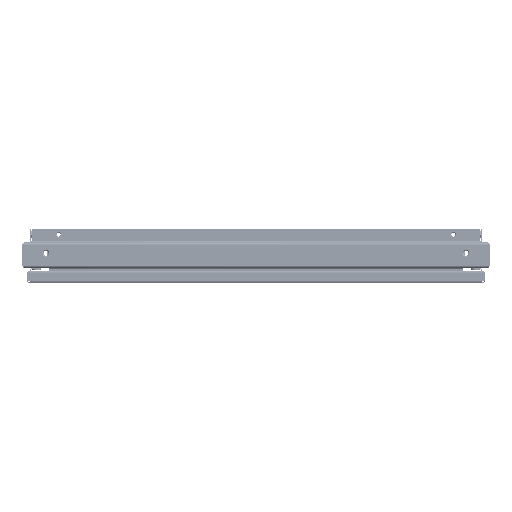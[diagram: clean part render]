
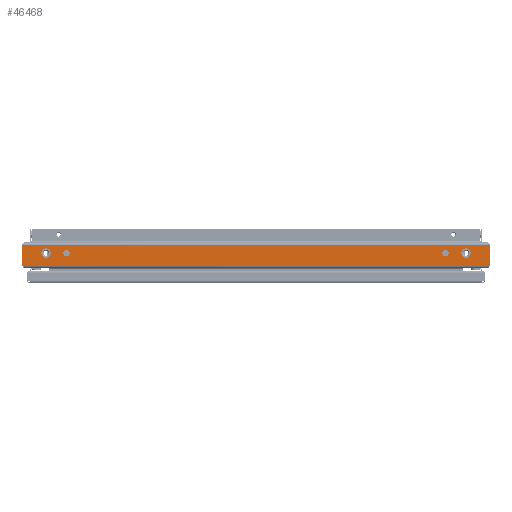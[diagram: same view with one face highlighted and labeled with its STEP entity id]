
A CAD part, front view. The second image highlights one B-rep face of the part: STEP entity #46468.
In plain terms, the highlighted face is planar.
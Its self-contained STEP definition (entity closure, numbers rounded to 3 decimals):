
#450 = VERTEX_POINT ( 'NONE', #36335 ) ;
#1360 = CARTESIAN_POINT ( 'NONE',  ( -324.5, -3.319, 0. ) ) ;
#2138 = DIRECTION ( 'NONE',  ( -1., 0., 0. ) ) ;
#2834 = AXIS2_PLACEMENT_3D ( 'NONE', #76441, #27950, #34807 ) ;
#3298 = DIRECTION ( 'NONE',  ( -1., 0., 0. ) ) ;
#3384 = CIRCLE ( 'NONE', #54523, 5.5 ) ;
#3561 = AXIS2_PLACEMENT_3D ( 'NONE', #23762, #16888, #44797 ) ;
#3868 = EDGE_CURVE ( 'NONE', #79814, #65212, #39189, .T. ) ;
#5895 = FACE_BOUND ( 'NONE', #38866, .T. ) ;
#6326 = CARTESIAN_POINT ( 'NONE',  ( 400., -22., 0. ) ) ;
#6637 = VECTOR ( 'NONE', #74964, 1000. ) ;
#6720 = DIRECTION ( 'NONE',  ( 1., 0., 0. ) ) ;
#6749 = CARTESIAN_POINT ( 'NONE',  ( -359.5, -3.319, 0. ) ) ;
#6849 = DIRECTION ( 'NONE',  ( 1., 0., 0. ) ) ;
#8899 = ORIENTED_EDGE ( 'NONE', *, *, #24938, .T. ) ;
#11942 = DIRECTION ( 'NONE',  ( 1., 0., 0. ) ) ;
#12267 = DIRECTION ( 'NONE',  ( 0., 0., -1. ) ) ;
#13134 = LINE ( 'NONE', #62544, #84264 ) ;
#13169 = DIRECTION ( 'NONE',  ( 1., 0., 0. ) ) ;
#14568 = FACE_BOUND ( 'NONE', #44002, .T. ) ;
#15099 = ORIENTED_EDGE ( 'NONE', *, *, #72438, .T. ) ;
#15287 = EDGE_CURVE ( 'NONE', #23967, #19979, #82422, .T. ) ;
#15439 = DIRECTION ( 'NONE',  ( 1., 0., 0. ) ) ;
#16354 = DIRECTION ( 'NONE',  ( 0., 0., 1. ) ) ;
#16608 = CARTESIAN_POINT ( 'NONE',  ( -400., -22., 0. ) ) ;
#16888 = DIRECTION ( 'NONE',  ( 0., 0., -1. ) ) ;
#18034 = EDGE_CURVE ( 'NONE', #25729, #450, #28708, .T. ) ;
#18139 = EDGE_CURVE ( 'NONE', #24851, #56583, #3384, .T. ) ;
#19595 = DIRECTION ( 'NONE',  ( -1., 0., 0. ) ) ;
#19618 = CARTESIAN_POINT ( 'NONE',  ( 400., 18., 0. ) ) ;
#19979 = VERTEX_POINT ( 'NONE', #80700 ) ;
#20551 = FACE_OUTER_BOUND ( 'NONE', #62185, .T. ) ;
#21106 = DIRECTION ( 'NONE',  ( 1., 0., 0. ) ) ;
#21280 = ORIENTED_EDGE ( 'NONE', *, *, #45914, .T. ) ;
#22495 = EDGE_CURVE ( 'NONE', #47368, #79814, #87465, .T. ) ;
#22762 = CARTESIAN_POINT ( 'NONE',  ( 400., 18., 0. ) ) ;
#22819 = AXIS2_PLACEMENT_3D ( 'NONE', #1360, #28797, #6849 ) ;
#22972 = AXIS2_PLACEMENT_3D ( 'NONE', #79422, #63456, #2138 ) ;
#23762 = CARTESIAN_POINT ( 'NONE',  ( 324.5, -3.319, 0. ) ) ;
#23967 = VERTEX_POINT ( 'NONE', #66312 ) ;
#24682 = AXIS2_PLACEMENT_3D ( 'NONE', #6749, #70329, #13169 ) ;
#24824 = DIRECTION ( 'NONE',  ( 0., -1., 0. ) ) ;
#24851 = VERTEX_POINT ( 'NONE', #45051 ) ;
#24938 = EDGE_CURVE ( 'NONE', #64903, #68925, #70012, .T. ) ;
#25116 = CARTESIAN_POINT ( 'NONE',  ( 359.5, -3.319, 0. ) ) ;
#25729 = VERTEX_POINT ( 'NONE', #68441 ) ;
#26955 = PLANE ( 'NONE',  #48187 ) ;
#27529 = ORIENTED_EDGE ( 'NONE', *, *, #65246, .T. ) ;
#27950 = DIRECTION ( 'NONE',  ( 0., 0., -1. ) ) ;
#27993 = VECTOR ( 'NONE', #40518, 1000. ) ;
#28708 = LINE ( 'NONE', #22762, #58919 ) ;
#28797 = DIRECTION ( 'NONE',  ( 0., 0., 1. ) ) ;
#29043 = ORIENTED_EDGE ( 'NONE', *, *, #15287, .T. ) ;
#29579 = CARTESIAN_POINT ( 'NONE',  ( -351.5, -3.319, 0. ) ) ;
#30114 = ORIENTED_EDGE ( 'NONE', *, *, #83392, .T. ) ;
#32646 = ORIENTED_EDGE ( 'NONE', *, *, #73762, .T. ) ;
#33773 = VECTOR ( 'NONE', #24824, 1000. ) ;
#33848 = EDGE_CURVE ( 'NONE', #65212, #64903, #13134, .T. ) ;
#33897 = DIRECTION ( 'NONE',  ( 0., 0., 1. ) ) ;
#34009 = EDGE_CURVE ( 'NONE', #19979, #23967, #63843, .T. ) ;
#34276 = CARTESIAN_POINT ( 'NONE',  ( 0., 0., 0. ) ) ;
#34807 = DIRECTION ( 'NONE',  ( -1., 0., 0. ) ) ;
#35440 = ORIENTED_EDGE ( 'NONE', *, *, #18139, .F. ) ;
#36335 = CARTESIAN_POINT ( 'NONE',  ( 398., 18., 0. ) ) ;
#36590 = ORIENTED_EDGE ( 'NONE', *, *, #70562, .F. ) ;
#38074 = LINE ( 'NONE', #65974, #76053 ) ;
#38866 = EDGE_LOOP ( 'NONE', ( #29043, #86277 ) ) ;
#39189 = LINE ( 'NONE', #73941, #27993 ) ;
#39227 = ORIENTED_EDGE ( 'NONE', *, *, #3868, .T. ) ;
#40051 = ORIENTED_EDGE ( 'NONE', *, *, #81712, .F. ) ;
#40307 = CARTESIAN_POINT ( 'NONE',  ( -359.5, -3.319, 0. ) ) ;
#40518 = DIRECTION ( 'NONE',  ( 1., 0., 0. ) ) ;
#41227 = CARTESIAN_POINT ( 'NONE',  ( -319., -3.319, 0. ) ) ;
#41555 = CARTESIAN_POINT ( 'NONE',  ( -397.935, -18., 0. ) ) ;
#42490 = AXIS2_PLACEMENT_3D ( 'NONE', #40307, #33897, #11942 ) ;
#43299 = CARTESIAN_POINT ( 'NONE',  ( 367.5, -3.319, 0. ) ) ;
#43815 = DIRECTION ( 'NONE',  ( -1., 0., 0. ) ) ;
#44002 = EDGE_LOOP ( 'NONE', ( #40051, #35440 ) ) ;
#44078 = CARTESIAN_POINT ( 'NONE',  ( 400., -18., 0. ) ) ;
#44582 = VERTEX_POINT ( 'NONE', #49083 ) ;
#44797 = DIRECTION ( 'NONE',  ( -1., 0., 0. ) ) ;
#45051 = CARTESIAN_POINT ( 'NONE',  ( -330., -3.319, 0. ) ) ;
#45116 = EDGE_LOOP ( 'NONE', ( #32646, #21280 ) ) ;
#45914 = EDGE_CURVE ( 'NONE', #86196, #84446, #86091, .T. ) ;
#46468 = ADVANCED_FACE ( 'NONE', ( #55773, #5895, #70379, #14568, #20551 ), #26955, .F. ) ;
#47368 = VERTEX_POINT ( 'NONE', #86484 ) ;
#48187 = AXIS2_PLACEMENT_3D ( 'NONE', #34276, #61720, #54856 ) ;
#49083 = CARTESIAN_POINT ( 'NONE',  ( -398., 18., 0. ) ) ;
#49690 = CARTESIAN_POINT ( 'NONE',  ( 397.935, -18., 0. ) ) ;
#50177 = VECTOR ( 'NONE', #21106, 1000. ) ;
#51186 = EDGE_LOOP ( 'NONE', ( #36590, #86807 ) ) ;
#51395 = CARTESIAN_POINT ( 'NONE',  ( -367.5, -3.319, 0. ) ) ;
#53923 = DIRECTION ( 'NONE',  ( 0., 1., 0. ) ) ;
#54226 = CARTESIAN_POINT ( 'NONE',  ( 351.5, -3.319, 0. ) ) ;
#54523 = AXIS2_PLACEMENT_3D ( 'NONE', #78113, #16354, #15439 ) ;
#54856 = DIRECTION ( 'NONE',  ( -1., 0., 0. ) ) ;
#55278 = VECTOR ( 'NONE', #53923, 1000. ) ;
#55408 = CARTESIAN_POINT ( 'NONE',  ( -400., -18., 0. ) ) ;
#55773 = FACE_BOUND ( 'NONE', #45116, .T. ) ;
#56583 = VERTEX_POINT ( 'NONE', #41227 ) ;
#58015 = EDGE_CURVE ( 'NONE', #77992, #78639, #76048, .T. ) ;
#58919 = VECTOR ( 'NONE', #43815, 1000. ) ;
#60784 = LINE ( 'NONE', #19618, #6637 ) ;
#61309 = CARTESIAN_POINT ( 'NONE',  ( -400., -18., 0. ) ) ;
#61720 = DIRECTION ( 'NONE',  ( 0., 0., -1. ) ) ;
#62185 = EDGE_LOOP ( 'NONE', ( #39227, #79255, #8899, #30114, #67562, #15099, #27529, #89763 ) ) ;
#62261 = CIRCLE ( 'NONE', #22819, 5.5 ) ;
#62544 = CARTESIAN_POINT ( 'NONE',  ( -400., -18., 0. ) ) ;
#63456 = DIRECTION ( 'NONE',  ( 0., 0., -1. ) ) ;
#63843 = CIRCLE ( 'NONE', #22972, 5.5 ) ;
#64903 = VERTEX_POINT ( 'NONE', #49690 ) ;
#65212 = VERTEX_POINT ( 'NONE', #41555 ) ;
#65246 = EDGE_CURVE ( 'NONE', #44582, #47368, #60784, .T. ) ;
#65974 = CARTESIAN_POINT ( 'NONE',  ( 400., 18., 0. ) ) ;
#66312 = CARTESIAN_POINT ( 'NONE',  ( 330., -3.319, 0. ) ) ;
#67495 = AXIS2_PLACEMENT_3D ( 'NONE', #25116, #12267, #19595 ) ;
#67562 = ORIENTED_EDGE ( 'NONE', *, *, #18034, .T. ) ;
#68441 = CARTESIAN_POINT ( 'NONE',  ( 400., 18., 0. ) ) ;
#68467 = CIRCLE ( 'NONE', #24682, 8. ) ;
#68925 = VERTEX_POINT ( 'NONE', #44078 ) ;
#68999 = LINE ( 'NONE', #6326, #55278 ) ;
#70012 = LINE ( 'NONE', #55408, #50177 ) ;
#70329 = DIRECTION ( 'NONE',  ( 0., 0., 1. ) ) ;
#70379 = FACE_BOUND ( 'NONE', #51186, .T. ) ;
#70434 = CIRCLE ( 'NONE', #67495, 8. ) ;
#70562 = EDGE_CURVE ( 'NONE', #78639, #77992, #68467, .T. ) ;
#72438 = EDGE_CURVE ( 'NONE', #450, #44582, #38074, .T. ) ;
#73762 = EDGE_CURVE ( 'NONE', #84446, #86196, #70434, .T. ) ;
#73941 = CARTESIAN_POINT ( 'NONE',  ( -400., -18., 0. ) ) ;
#74964 = DIRECTION ( 'NONE',  ( -1., 0., 0. ) ) ;
#76048 = CIRCLE ( 'NONE', #42490, 8. ) ;
#76053 = VECTOR ( 'NONE', #3298, 1000. ) ;
#76441 = CARTESIAN_POINT ( 'NONE',  ( 359.5, -3.319, 0. ) ) ;
#77992 = VERTEX_POINT ( 'NONE', #51395 ) ;
#78113 = CARTESIAN_POINT ( 'NONE',  ( -324.5, -3.319, 0. ) ) ;
#78639 = VERTEX_POINT ( 'NONE', #29579 ) ;
#79255 = ORIENTED_EDGE ( 'NONE', *, *, #33848, .T. ) ;
#79422 = CARTESIAN_POINT ( 'NONE',  ( 324.5, -3.319, 0. ) ) ;
#79814 = VERTEX_POINT ( 'NONE', #61309 ) ;
#80700 = CARTESIAN_POINT ( 'NONE',  ( 319., -3.319, 0. ) ) ;
#81712 = EDGE_CURVE ( 'NONE', #56583, #24851, #62261, .T. ) ;
#82422 = CIRCLE ( 'NONE', #3561, 5.5 ) ;
#83392 = EDGE_CURVE ( 'NONE', #68925, #25729, #68999, .T. ) ;
#84264 = VECTOR ( 'NONE', #6720, 1000. ) ;
#84446 = VERTEX_POINT ( 'NONE', #43299 ) ;
#86091 = CIRCLE ( 'NONE', #2834, 8. ) ;
#86196 = VERTEX_POINT ( 'NONE', #54226 ) ;
#86277 = ORIENTED_EDGE ( 'NONE', *, *, #34009, .T. ) ;
#86484 = CARTESIAN_POINT ( 'NONE',  ( -400., 18., 0. ) ) ;
#86807 = ORIENTED_EDGE ( 'NONE', *, *, #58015, .F. ) ;
#87465 = LINE ( 'NONE', #16608, #33773 ) ;
#89763 = ORIENTED_EDGE ( 'NONE', *, *, #22495, .T. ) ;
